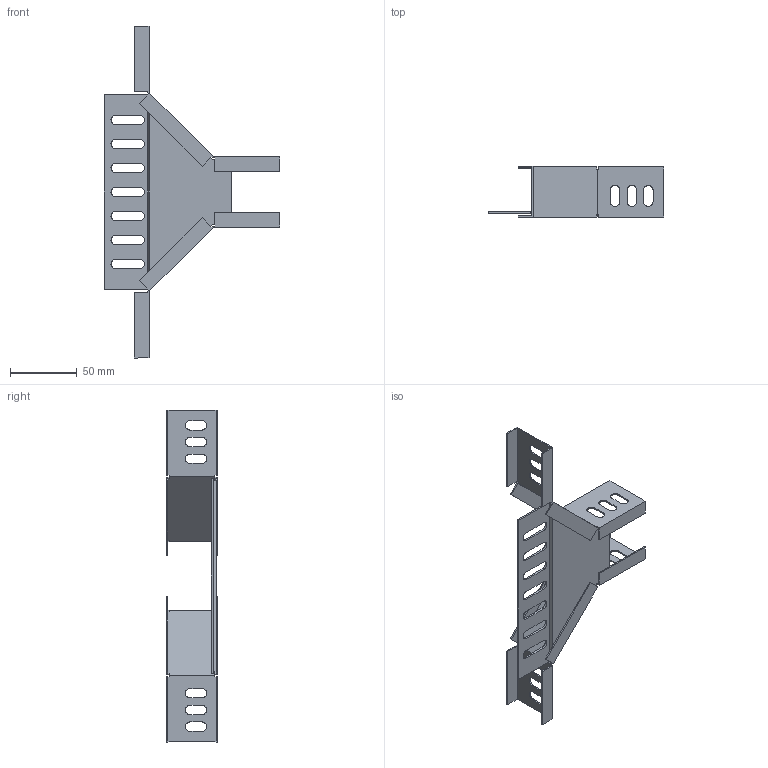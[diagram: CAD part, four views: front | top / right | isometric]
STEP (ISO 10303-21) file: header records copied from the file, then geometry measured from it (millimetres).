
FILE_DESCRIPTION (( 'STEP AP214' ), '1' );
FILE_NAME ('7120458.STP', '2020-01-08T13:57:33', ( '' ), ( '' ), 'SwSTEP 2.0', 'SolidWorks 2018', '' );
FILE_SCHEMA (( 'AUTOMOTIVE_DESIGN' ));
Length unit declared in the file: millimetre
Products named in the file (3): 121401_H=35; 7120458; 121424_Standard
Assembly tree (3 placements, depth 2):
  7120458
    121424_Standard
    121401_H=35  x2
Bounding box: 131.5 x 38 x 249 mm (x, y, z)
Volume: 31887.4 mm3; surface area: 57430.7 mm2
Topology: 3 solids, 3 shells, 240 faces, 706 edges, 472 vertices
Faces by surface type: plane 198, cylinder 38, bspline 4
Entity records: 5116 total; most frequent: CARTESIAN_POINT 1066, ORIENTED_EDGE 860, DIRECTION 750, EDGE_CURVE 430, LINE 350, VECTOR 350, VERTEX_POINT 288, AXIS2_PLACEMENT_3D 200
